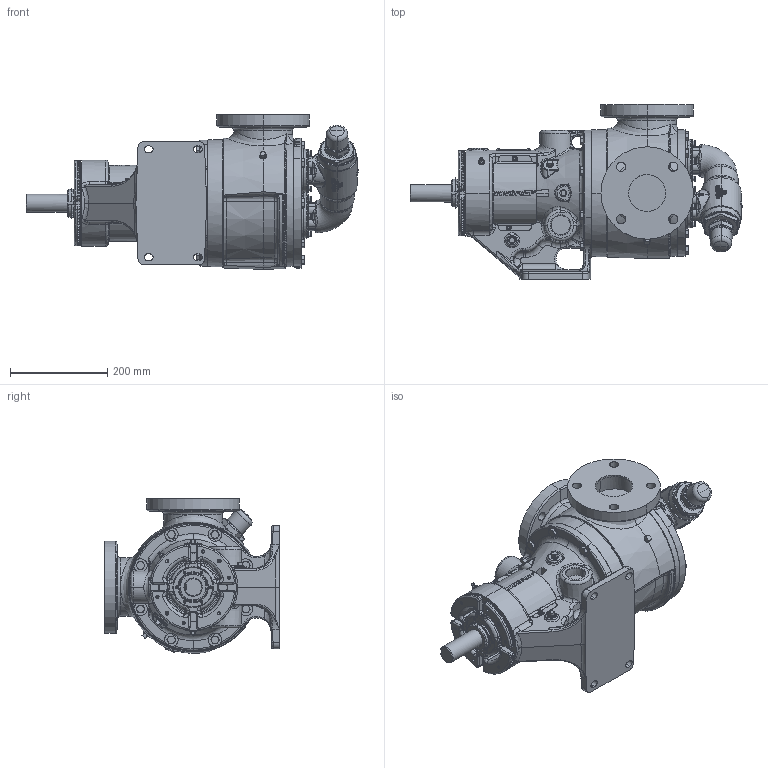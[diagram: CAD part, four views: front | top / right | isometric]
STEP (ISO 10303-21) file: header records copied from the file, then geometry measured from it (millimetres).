
FILE_DESCRIPTION (( 'STEP AP214' ), '1' );
FILE_NAME ('LV-4863.step', '2025-12-05T13:50:56', ( '' ), ( '' ), 'SwSTEP 2.0', 'SolidWorks 2024', '' );
FILE_SCHEMA (( 'AUTOMOTIVE_DESIGN' ));
Length unit declared in the file: inch
Products named in the file (1): LV-4863
Bounding box: 684.39 x 360.43 x 319.02 mm (x, y, z)
Volume: 19927662 mm3; surface area: 981605.1 mm2
Topology: 1 solids, 1 shells, 5218 faces, 13492 edges, 8384 vertices
Faces by surface type: plane 1738, bspline 1511, cylinder 987, cone 695, torus 219, sphere 68
Entity records: 241029 total; most frequent: CARTESIAN_POINT 126776, ORIENTED_EDGE 26698, DIRECTION 19680, EDGE_CURVE 13349, VERTEX_POINT 8381, AXIS2_PLACEMENT_3D 7433, EDGE_LOOP 5506, FACE_OUTER_BOUND 5218
